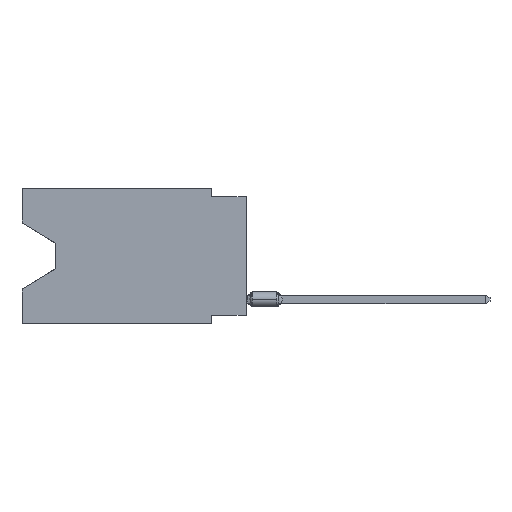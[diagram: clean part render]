
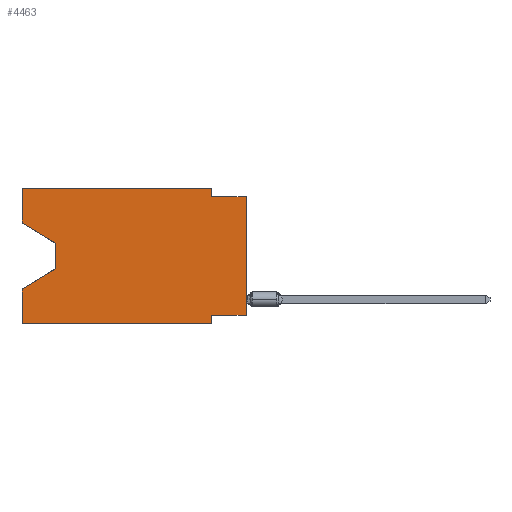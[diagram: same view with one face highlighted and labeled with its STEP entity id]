
A CAD part, left-side view. The second image highlights one B-rep face of the part: STEP entity #4463.
In plain terms, the highlighted planar face has unit normal (-1, 0, 0).
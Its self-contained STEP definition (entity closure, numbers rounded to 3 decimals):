
#470 = DIRECTION ( 'NONE',  ( 0., 0.855, -0.519 ) ) ;
#542 = ORIENTED_EDGE ( 'NONE', *, *, #15726, .F. ) ;
#1004 = VERTEX_POINT ( 'NONE', #11338 ) ;
#1158 = CARTESIAN_POINT ( 'NONE',  ( 0., 16.383, -9.906 ) ) ;
#1305 = LINE ( 'NONE', #14879, #25098 ) ;
#2086 = DIRECTION ( 'NONE',  ( 0., 0., 1. ) ) ;
#2235 = DIRECTION ( 'NONE',  ( 1., 0., 0. ) ) ;
#2247 = ORIENTED_EDGE ( 'NONE', *, *, #7408, .T. ) ;
#2504 = VERTEX_POINT ( 'NONE', #1158 ) ;
#3131 = VERTEX_POINT ( 'NONE', #12952 ) ;
#3891 = CARTESIAN_POINT ( 'NONE',  ( 0., 2.54, 0. ) ) ;
#4149 = DIRECTION ( 'NONE',  ( 0., -1., 0. ) ) ;
#4463 = ADVANCED_FACE ( 'NONE', ( #19638 ), #22054, .F. ) ;
#4551 = VECTOR ( 'NONE', #21309, 1000. ) ;
#4718 = ORIENTED_EDGE ( 'NONE', *, *, #5031, .F. ) ;
#4762 = EDGE_CURVE ( 'NONE', #7494, #23506, #17657, .T. ) ;
#5031 = EDGE_CURVE ( 'NONE', #21433, #3131, #7343, .T. ) ;
#5726 = ORIENTED_EDGE ( 'NONE', *, *, #6789, .T. ) ;
#5997 = DIRECTION ( 'NONE',  ( 0., 0., 1. ) ) ;
#6035 = LINE ( 'NONE', #13808, #23513 ) ;
#6280 = CARTESIAN_POINT ( 'NONE',  ( 0., 16.383, 0. ) ) ;
#6435 = LINE ( 'NONE', #23993, #18746 ) ;
#6626 = ORIENTED_EDGE ( 'NONE', *, *, #17894, .F. ) ;
#6789 = EDGE_CURVE ( 'NONE', #2504, #23506, #22771, .T. ) ;
#6864 = CARTESIAN_POINT ( 'NONE',  ( 0., 16.383, 0. ) ) ;
#6937 = VECTOR ( 'NONE', #8439, 1000. ) ;
#7343 = LINE ( 'NONE', #13080, #18332 ) ;
#7381 = CARTESIAN_POINT ( 'NONE',  ( 0., 16.383, -9.906 ) ) ;
#7408 = EDGE_CURVE ( 'NONE', #11324, #16565, #16182, .T. ) ;
#7494 = VERTEX_POINT ( 'NONE', #9627 ) ;
#7966 = EDGE_CURVE ( 'NONE', #3131, #1004, #23087, .T. ) ;
#7982 = CARTESIAN_POINT ( 'NONE',  ( 0., 0., -9.271 ) ) ;
#8301 = CARTESIAN_POINT ( 'NONE',  ( 0., 16.383, 0. ) ) ;
#8439 = DIRECTION ( 'NONE',  ( 0., 0., 1. ) ) ;
#8685 = EDGE_CURVE ( 'NONE', #2504, #12098, #22034, .T. ) ;
#9292 = DIRECTION ( 'NONE',  ( 0., -1., 0. ) ) ;
#9304 = EDGE_CURVE ( 'NONE', #1004, #16565, #6035, .T. ) ;
#9627 = CARTESIAN_POINT ( 'NONE',  ( 0., 2.54, -9.271 ) ) ;
#9721 = CARTESIAN_POINT ( 'NONE',  ( 0., 0., -0.635 ) ) ;
#10248 = LINE ( 'NONE', #19655, #11680 ) ;
#10288 = VECTOR ( 'NONE', #2086, 1000. ) ;
#11324 = VERTEX_POINT ( 'NONE', #22506 ) ;
#11338 = CARTESIAN_POINT ( 'NONE',  ( 0., 2.54, -0.635 ) ) ;
#11680 = VECTOR ( 'NONE', #17492, 1000. ) ;
#11733 = CARTESIAN_POINT ( 'NONE',  ( 0., 16.383, 0. ) ) ;
#12098 = VERTEX_POINT ( 'NONE', #15018 ) ;
#12122 = DIRECTION ( 'NONE',  ( 0., 0., -1. ) ) ;
#12320 = EDGE_LOOP ( 'NONE', ( #18831, #14822, #20379, #23401, #5726, #20098, #542, #2247, #18039, #19855, #4718, #6626 ) ) ;
#12937 = CARTESIAN_POINT ( 'NONE',  ( 0., 16.383, -2.546 ) ) ;
#12952 = CARTESIAN_POINT ( 'NONE',  ( 0., 2.54, 0. ) ) ;
#13080 = CARTESIAN_POINT ( 'NONE',  ( 0., 16.383, 0. ) ) ;
#13808 = CARTESIAN_POINT ( 'NONE',  ( 0., 0., -0.635 ) ) ;
#14268 = LINE ( 'NONE', #8301, #18184 ) ;
#14822 = ORIENTED_EDGE ( 'NONE', *, *, #18069, .T. ) ;
#14879 = CARTESIAN_POINT ( 'NONE',  ( 0., 13.97, -4.013 ) ) ;
#15018 = CARTESIAN_POINT ( 'NONE',  ( 0., 16.383, -7.36 ) ) ;
#15195 = CARTESIAN_POINT ( 'NONE',  ( 0., 13.97, -4.013 ) ) ;
#15343 = CARTESIAN_POINT ( 'NONE',  ( 0., 0., 0. ) ) ;
#15726 = EDGE_CURVE ( 'NONE', #11324, #7494, #17903, .T. ) ;
#16035 = VERTEX_POINT ( 'NONE', #12937 ) ;
#16182 = LINE ( 'NONE', #15343, #6937 ) ;
#16278 = VECTOR ( 'NONE', #18974, 1000. ) ;
#16455 = VERTEX_POINT ( 'NONE', #15195 ) ;
#16565 = VERTEX_POINT ( 'NONE', #9721 ) ;
#17492 = DIRECTION ( 'NONE',  ( 0., -0.855, -0.519 ) ) ;
#17608 = CARTESIAN_POINT ( 'NONE',  ( 0., 2.54, -9.906 ) ) ;
#17657 = LINE ( 'NONE', #23647, #16278 ) ;
#17894 = EDGE_CURVE ( 'NONE', #16035, #21433, #14268, .T. ) ;
#17903 = LINE ( 'NONE', #7982, #21091 ) ;
#18039 = ORIENTED_EDGE ( 'NONE', *, *, #9304, .F. ) ;
#18069 = EDGE_CURVE ( 'NONE', #16455, #23525, #1305, .T. ) ;
#18184 = VECTOR ( 'NONE', #5997, 1000. ) ;
#18332 = VECTOR ( 'NONE', #20568, 1000. ) ;
#18746 = VECTOR ( 'NONE', #470, 1000. ) ;
#18831 = ORIENTED_EDGE ( 'NONE', *, *, #20113, .T. ) ;
#18974 = DIRECTION ( 'NONE',  ( 0., 0., -1. ) ) ;
#19568 = DIRECTION ( 'NONE',  ( 0., 1., 0. ) ) ;
#19638 = FACE_OUTER_BOUND ( 'NONE', #12320, .T. ) ;
#19655 = CARTESIAN_POINT ( 'NONE',  ( 0., 16.383, -2.546 ) ) ;
#19855 = ORIENTED_EDGE ( 'NONE', *, *, #7966, .F. ) ;
#20098 = ORIENTED_EDGE ( 'NONE', *, *, #4762, .F. ) ;
#20113 = EDGE_CURVE ( 'NONE', #16035, #16455, #10248, .T. ) ;
#20135 = CARTESIAN_POINT ( 'NONE',  ( 0., 13.97, -5.893 ) ) ;
#20379 = ORIENTED_EDGE ( 'NONE', *, *, #24203, .T. ) ;
#20568 = DIRECTION ( 'NONE',  ( 0., -1., 0. ) ) ;
#21091 = VECTOR ( 'NONE', #19568, 1000. ) ;
#21146 = AXIS2_PLACEMENT_3D ( 'NONE', #6280, #2235, #12122 ) ;
#21309 = DIRECTION ( 'NONE',  ( 0., 0., -1. ) ) ;
#21433 = VERTEX_POINT ( 'NONE', #6864 ) ;
#22034 = LINE ( 'NONE', #11733, #10288 ) ;
#22054 = PLANE ( 'NONE',  #21146 ) ;
#22506 = CARTESIAN_POINT ( 'NONE',  ( 0., 0., -9.271 ) ) ;
#22648 = DIRECTION ( 'NONE',  ( 0., 0., -1. ) ) ;
#22771 = LINE ( 'NONE', #7381, #23989 ) ;
#23087 = LINE ( 'NONE', #3891, #4551 ) ;
#23401 = ORIENTED_EDGE ( 'NONE', *, *, #8685, .F. ) ;
#23506 = VERTEX_POINT ( 'NONE', #17608 ) ;
#23513 = VECTOR ( 'NONE', #4149, 1000. ) ;
#23525 = VERTEX_POINT ( 'NONE', #20135 ) ;
#23647 = CARTESIAN_POINT ( 'NONE',  ( 0., 2.54, -9.906 ) ) ;
#23989 = VECTOR ( 'NONE', #9292, 1000. ) ;
#23993 = CARTESIAN_POINT ( 'NONE',  ( 0., 13.97, -5.893 ) ) ;
#24203 = EDGE_CURVE ( 'NONE', #23525, #12098, #6435, .T. ) ;
#25098 = VECTOR ( 'NONE', #22648, 1000. ) ;
